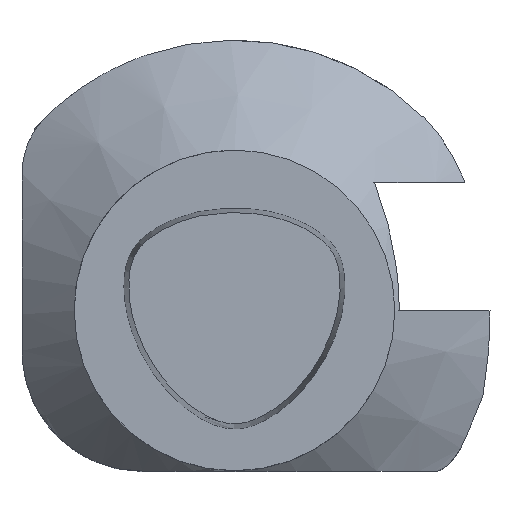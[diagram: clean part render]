
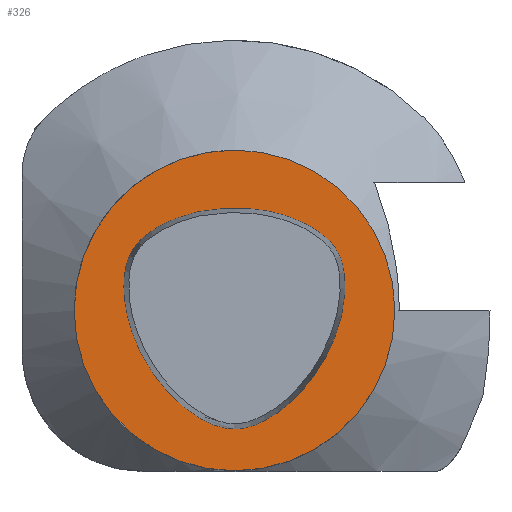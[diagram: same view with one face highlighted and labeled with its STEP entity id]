
A CAD part, top view. The second image highlights one B-rep face of the part: STEP entity #326.
In plain terms, the highlighted planar face has unit normal (0, 0, 1).
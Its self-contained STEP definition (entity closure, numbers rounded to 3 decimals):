
#217=EDGE_CURVE('240[2]',#547,#547,#548,.T.);
#326=ADVANCED_FACE('240[2]',(#686,#687),#688,.F.);
#405=EDGE_CURVE('240[2]',#602,#602,#783,.T.);
#547=VERTEX_POINT('',#1122);
#548=CIRCLE('',#1123,39.993);
#602=VERTEX_POINT('',#1224);
#686=FACE_OUTER_BOUND('',#1457,.T.);
#687=FACE_BOUND('',#1458,.T.);
#688=PLANE('',#1459);
#783=B_SPLINE_CURVE_WITH_KNOTS('',3,(#2047,#2048,#2049,#2050,#2051,#2052,#2053,#2054,#2055,#2056,#2057,#2058,#2059,#2060,#2061,#2062,#2063,#2064,#2065,#2066,#2067,#2068,#2069,#2070,#2071,#2072,#2073,#2074,#2075,#2076,#2077,#2078,#2079,#2080,#2081,#2082,#2083,#2084,#2085,#2086,#2087,#2088,#2089,#2090,#2091,#2092,#2093,#2094,#2095,#2096,#2097,#2098,#2099,#2100,#2101,#2102,#2103,#2104,#2105,#2106,#2107,#2108,#2109,#2110,#2111,#2112,#2113,#2114,#2115,#2116,#2117,#2118,#2119,#2120,#2121,#2122,#2123,#2124,#2125,#2126,#2127,#2128,#2129,#2130,#2131,#2132,#2133,#2134,#2135,#2136,#2137,#2138,#2139,#2140,#2141,#2142),.UNSPECIFIED.,.T.,.F.,(4,2,2,2,2,2,2,2,2,2,2,2,2,2,2,2,2,2,2,2,2,2,2,2,2,2,2,2,2,2,2,2,2,2,2,2,2,2,2,2,2,2,2,2,2,2,2,4),(0.0,0.023,0.046,0.069,0.091,0.112,0.133,0.153,0.173,0.194,0.214,0.235,0.257,0.279,0.302,0.326,0.349,0.372,0.395,0.417,0.439,0.459,0.48,0.5,0.52,0.541,0.561,0.583,0.605,0.628,0.651,0.674,0.698,0.721,0.743,0.765,0.786,0.806,0.827,0.847,0.867,0.888,0.909,0.931,0.954,0.977,1.,1.0),.UNSPECIFIED.);
#1122=CARTESIAN_POINT('',(0.,39.993,0.0));
#1123=AXIS2_PLACEMENT_3D('',#2261,#2262,#2263);
#1224=CARTESIAN_POINT('',(0.002,-29.575,0.0));
#1457=EDGE_LOOP('',(#2408));
#1458=EDGE_LOOP('',(#2409));
#1459=AXIS2_PLACEMENT_3D('',#2410,#2411,#2412);
#2047=CARTESIAN_POINT('',(0.002,-29.575,0.0));
#2048=CARTESIAN_POINT('',(1.344,-29.594,0.0));
#2049=CARTESIAN_POINT('',(2.687,-29.333,0.0));
#2050=CARTESIAN_POINT('',(5.261,-28.54,0.0));
#2051=CARTESIAN_POINT('',(6.491,-28.009,0.0));
#2052=CARTESIAN_POINT('',(8.829,-26.78,0.0));
#2053=CARTESIAN_POINT('',(9.938,-26.086,0.0));
#2054=CARTESIAN_POINT('',(12.031,-24.593,0.0));
#2055=CARTESIAN_POINT('',(13.017,-23.798,0.0));
#2056=CARTESIAN_POINT('',(14.873,-22.138,0.0));
#2057=CARTESIAN_POINT('',(15.746,-21.276,0.0));
#2058=CARTESIAN_POINT('',(17.388,-19.499,0.0));
#2059=CARTESIAN_POINT('',(18.159,-18.587,0.0));
#2060=CARTESIAN_POINT('',(19.609,-16.715,0.0));
#2061=CARTESIAN_POINT('',(20.29,-15.757,0.0));
#2062=CARTESIAN_POINT('',(21.566,-13.798,0.0));
#2063=CARTESIAN_POINT('',(22.162,-12.796,0.0));
#2064=CARTESIAN_POINT('',(23.275,-10.743,0.0));
#2065=CARTESIAN_POINT('',(23.791,-9.693,0.0));
#2066=CARTESIAN_POINT('',(24.742,-7.538,0.0));
#2067=CARTESIAN_POINT('',(25.176,-6.433,0.0));
#2068=CARTESIAN_POINT('',(25.955,-4.164,0.0));
#2069=CARTESIAN_POINT('',(26.299,-2.998,0.0));
#2070=CARTESIAN_POINT('',(26.882,-0.603,0.0));
#2071=CARTESIAN_POINT('',(27.119,0.627,0.0));
#2072=CARTESIAN_POINT('',(27.461,3.147,0.0));
#2073=CARTESIAN_POINT('',(27.561,4.438,0.0));
#2074=CARTESIAN_POINT('',(27.586,7.058,0.0));
#2075=CARTESIAN_POINT('',(27.506,8.387,0.0));
#2076=CARTESIAN_POINT('',(27.095,11.035,0.0));
#2077=CARTESIAN_POINT('',(26.763,12.355,0.0));
#2078=CARTESIAN_POINT('',(25.672,14.812,0.0));
#2079=CARTESIAN_POINT('',(24.915,15.951,0.0));
#2080=CARTESIAN_POINT('',(23.121,17.957,0.0));
#2081=CARTESIAN_POINT('',(22.084,18.824,0.0));
#2082=CARTESIAN_POINT('',(19.909,20.362,0.0));
#2083=CARTESIAN_POINT('',(18.772,21.035,0.0));
#2084=CARTESIAN_POINT('',(16.457,22.207,0.0));
#2085=CARTESIAN_POINT('',(15.28,22.711,0.0));
#2086=CARTESIAN_POINT('',(12.921,23.586,0.0));
#2087=CARTESIAN_POINT('',(11.74,23.96,0.0));
#2088=CARTESIAN_POINT('',(9.376,24.574,0.0));
#2089=CARTESIAN_POINT('',(8.195,24.816,0.0));
#2090=CARTESIAN_POINT('',(5.839,25.176,0.0));
#2091=CARTESIAN_POINT('',(4.665,25.296,0.0));
#2092=CARTESIAN_POINT('',(2.331,25.454,0.0));
#2093=CARTESIAN_POINT('',(1.172,25.494,0.0));
#2094=CARTESIAN_POINT('',(-1.155,25.495,0.0));
#2095=CARTESIAN_POINT('',(-2.323,25.455,0.0));
#2096=CARTESIAN_POINT('',(-4.665,25.296,0.0));
#2097=CARTESIAN_POINT('',(-5.838,25.175,0.0));
#2098=CARTESIAN_POINT('',(-8.194,24.815,0.0));
#2099=CARTESIAN_POINT('',(-9.377,24.574,0.0));
#2100=CARTESIAN_POINT('',(-11.74,23.96,0.0));
#2101=CARTESIAN_POINT('',(-12.92,23.585,0.0));
#2102=CARTESIAN_POINT('',(-15.28,22.711,0.0));
#2103=CARTESIAN_POINT('',(-16.457,22.207,0.0));
#2104=CARTESIAN_POINT('',(-18.773,21.035,0.0));
#2105=CARTESIAN_POINT('',(-19.909,20.362,0.0));
#2106=CARTESIAN_POINT('',(-22.084,18.824,0.0));
#2107=CARTESIAN_POINT('',(-23.121,17.957,0.0));
#2108=CARTESIAN_POINT('',(-24.915,15.951,0.0));
#2109=CARTESIAN_POINT('',(-25.673,14.812,0.0));
#2110=CARTESIAN_POINT('',(-26.763,12.355,0.0));
#2111=CARTESIAN_POINT('',(-27.095,11.035,0.0));
#2112=CARTESIAN_POINT('',(-27.506,8.387,0.0));
#2113=CARTESIAN_POINT('',(-27.586,7.058,0.0));
#2114=CARTESIAN_POINT('',(-27.561,4.438,0.0));
#2115=CARTESIAN_POINT('',(-27.46,3.147,0.0));
#2116=CARTESIAN_POINT('',(-27.119,0.627,0.0));
#2117=CARTESIAN_POINT('',(-26.882,-0.603,0.0));
#2118=CARTESIAN_POINT('',(-26.299,-2.998,0.0));
#2119=CARTESIAN_POINT('',(-25.955,-4.164,0.0));
#2120=CARTESIAN_POINT('',(-25.176,-6.433,0.0));
#2121=CARTESIAN_POINT('',(-24.742,-7.538,0.0));
#2122=CARTESIAN_POINT('',(-23.791,-9.693,0.0));
#2123=CARTESIAN_POINT('',(-23.275,-10.743,0.0));
#2124=CARTESIAN_POINT('',(-22.162,-12.795,0.0));
#2125=CARTESIAN_POINT('',(-21.566,-13.798,0.0));
#2126=CARTESIAN_POINT('',(-20.29,-15.757,0.0));
#2127=CARTESIAN_POINT('',(-19.609,-16.715,0.0));
#2128=CARTESIAN_POINT('',(-18.159,-18.586,0.0));
#2129=CARTESIAN_POINT('',(-17.388,-19.5,0.0));
#2130=CARTESIAN_POINT('',(-15.746,-21.276,0.0));
#2131=CARTESIAN_POINT('',(-14.873,-22.138,0.0));
#2132=CARTESIAN_POINT('',(-13.016,-23.798,0.0));
#2133=CARTESIAN_POINT('',(-12.031,-24.593,0.0));
#2134=CARTESIAN_POINT('',(-9.938,-26.085,0.0));
#2135=CARTESIAN_POINT('',(-8.829,-26.777,0.0));
#2136=CARTESIAN_POINT('',(-6.491,-28.012,0.0));
#2137=CARTESIAN_POINT('',(-5.261,-28.55,0.0));
#2138=CARTESIAN_POINT('',(-2.687,-29.323,0.0));
#2139=CARTESIAN_POINT('',(-1.343,-29.556,0.0));
#2140=CARTESIAN_POINT('',(0.001,-29.575,0.0));
#2141=CARTESIAN_POINT('',(0.001,-29.575,0.0));
#2142=CARTESIAN_POINT('',(0.002,-29.575,0.0));
#2261=CARTESIAN_POINT('',(0.,0.0,0.0));
#2262=DIRECTION('',(0.0,-0.0,1.0));
#2263=DIRECTION('',(0.0,1.0,0.0));
#2408=ORIENTED_EDGE('',*,*,#217,.T.);
#2409=ORIENTED_EDGE('',*,*,#405,.F.);
#2410=CARTESIAN_POINT('',(0.,19.996,0.0));
#2411=DIRECTION('',(-0.0,-0.0,-1.0));
#2412=DIRECTION('',(0.0,-1.0,0.0));
